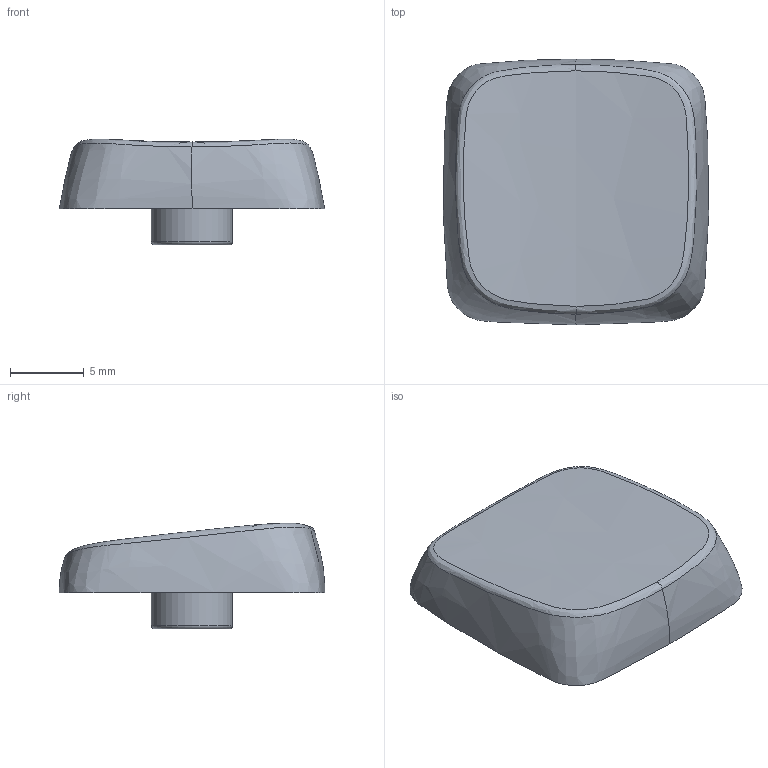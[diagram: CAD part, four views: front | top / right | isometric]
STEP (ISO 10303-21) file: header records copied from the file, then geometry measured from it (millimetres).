
FILE_DESCRIPTION(/* description */ ('','CAx-IF Rec.Pracs.---Representation and Presentation of Product Manufacturing Information (PMI)---4.0---2014-10-13'),/* implementation_level */ '2;1');
FILE_NAME(/* name */ 'R1_100.step',/* time_stamp */ '2024-12-04T23:26:19+08:00',/* author */ (''),/* organization */ (''),/* preprocessor_version */ 'ST-DEVELOPER v20',/* originating_system */ 'Autodesk Translation Framework v13.20.0.188',/* authorisation */ '');
FILE_SCHEMA (('AP242_MANAGED_MODEL_BASED_3D_ENGINEERING_MIM_LF { 1 0 10303 442 1 1 4 }'));
Length unit declared in the file: millimetre
Products named in the file (2): R1_100; MX Plug v1
Assembly tree (1 placements, depth 2):
  R1_100
    MX Plug v1
Bounding box: 17.97 x 18 x 7.15 mm (x, y, z)
Volume: 914.6 mm3; surface area: 942.4 mm2
Topology: 1 solids, 1 shells, 46 faces, 158 edges, 117 vertices
Faces by surface type: cylinder 17, plane 16, bspline 11, torus 2
Full cylindrical faces by diameter (mm): 5.5 x1
Entity records: 7378 total; most frequent: CARTESIAN_POINT 6073, ORIENTED_EDGE 316, DIRECTION 197, EDGE_CURVE 158, VERTEX_POINT 117, AXIS2_PLACEMENT_3D 72, B_SPLINE_CURVE_WITH_KNOTS 71, LINE 53
